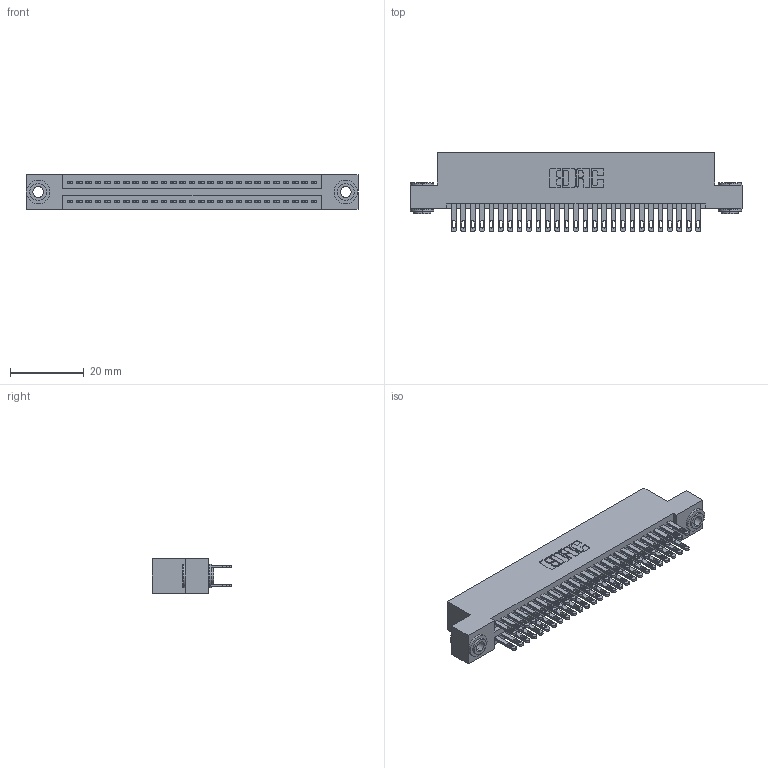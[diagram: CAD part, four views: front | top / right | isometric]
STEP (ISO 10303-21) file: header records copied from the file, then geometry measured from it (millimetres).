
FILE_DESCRIPTION (( 'STEP AP203' ), '1' );
FILE_NAME ('895-054-500-203.STEP', '2020-09-27T13:15:19', ( '' ), ( '' ), 'SwSTEP 2.0', 'SolidWorks 2020', '' );
FILE_SCHEMA (( 'CONFIG_CONTROL_DESIGN' ));
Length unit declared in the file: inch
Products named in the file (4): 345-250-002_345-250-002-102; 345-292-001_345-293-100; 895-054-500-203; 845 Part_Flush Mounting Lugs - 0.156 Dia-TH
Assembly tree (57 placements, depth 2):
  895-054-500-203
    845 Part_Flush Mounting Lugs - 0.156 Dia-TH
    345-292-001_345-293-100  x54
    345-250-002_345-250-002-102  x2
Bounding box: 89.79 x 21.51 x 9.4 mm (x, y, z)
Volume: 8767.4 mm3; surface area: 13424.8 mm2
Topology: 57 solids, 57 shells, 2648 faces, 8031 edges, 5350 vertices
Faces by surface type: plane 1548, cylinder 1092, cone 8
Entity records: 23784 total; most frequent: CARTESIAN_POINT 3975, ORIENTED_EDGE 3902, DIRECTION 3557, EDGE_CURVE 1951, LINE 1683, VECTOR 1683, VERTEX_POINT 1298, AXIS2_PLACEMENT_3D 937
